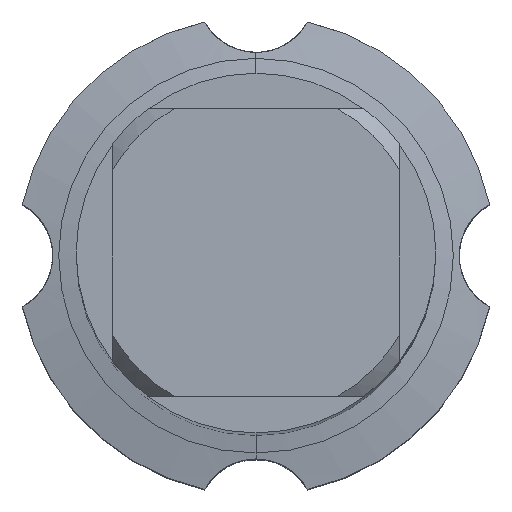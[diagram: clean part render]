
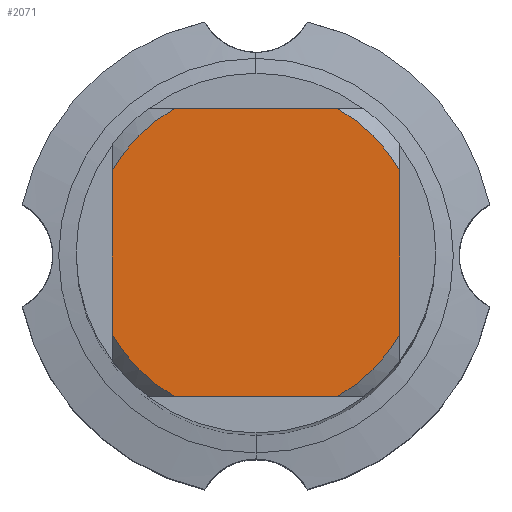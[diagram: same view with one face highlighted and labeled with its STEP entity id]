
A CAD part, top view. The second image highlights one B-rep face of the part: STEP entity #2071.
In plain terms, the highlighted planar face has unit normal (0, 0, 1).
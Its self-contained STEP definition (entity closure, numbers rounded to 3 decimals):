
#1663=EDGE_CURVE('',#4621,#3331,#4848,.T.);
#1835=EDGE_CURVE('',#1941,#4217,#5034,.T.);
#1941=VERTEX_POINT('',#5147);
#2071=ADVANCED_FACE('',(#5291),#5292,.T.);
#2115=EDGE_CURVE('',#1941,#2983,#5341,.T.);
#2301=EDGE_CURVE('',#3905,#4217,#5542,.T.);
#2789=VERTEX_POINT('',#6071);
#2955=EDGE_CURVE('',#3905,#2789,#6257,.T.);
#2983=VERTEX_POINT('',#6287);
#3115=VERTEX_POINT('',#6426);
#3155=EDGE_CURVE('',#3115,#3331,#6467,.T.);
#3331=VERTEX_POINT('',#6652);
#3747=EDGE_CURVE('',#3115,#2983,#7102,.T.);
#3905=VERTEX_POINT('',#7276);
#4217=VERTEX_POINT('',#7612);
#4337=EDGE_CURVE('',#4621,#2789,#7748,.T.);
#4621=VERTEX_POINT('',#8055);
#4848=LINE('',#8391,#8392);
#5034=LINE('',#9268,#9269);
#5147=CARTESIAN_POINT('',(10.0,-5.679,0.0));
#5291=FACE_OUTER_BOUND('',#10105,.T.);
#5292=PLANE('',#10106);
#5341=CIRCLE('',#10292,11.5);
#5542=CIRCLE('',#11086,11.5);
#6071=CARTESIAN_POINT('',(-5.679,10.0,0.0));
#6257=LINE('',#13848,#13849);
#6287=CARTESIAN_POINT('',(5.679,-10.0,0.0));
#6426=CARTESIAN_POINT('',(-5.679,-10.0,0.0));
#6467=CIRCLE('',#14735,11.5);
#6652=CARTESIAN_POINT('',(-10.0,-5.679,0.0));
#7102=LINE('',#17517,#17518);
#7276=CARTESIAN_POINT('',(5.679,10.0,0.0));
#7612=CARTESIAN_POINT('',(10.0,5.679,0.0));
#7748=CIRCLE('',#19902,11.5);
#8055=CARTESIAN_POINT('',(-10.0,5.679,0.0));
#8391=CARTESIAN_POINT('',(-10.0,2.875,0.0));
#8392=VECTOR('',#22033,1.0);
#9268=CARTESIAN_POINT('',(10.0,2.875,0.0));
#9269=VECTOR('',#22184,1.0);
#10105=EDGE_LOOP('',(#22428,#22429,#22430,#22431,#22432,#22433,#22434,#22435));
#10106=AXIS2_PLACEMENT_3D('',#22436,#22437,#22438);
#10292=AXIS2_PLACEMENT_3D('',#22703,#22704,#22705);
#11086=AXIS2_PLACEMENT_3D('',#22887,#22888,#22889);
#13848=CARTESIAN_POINT('',(0.0,10.0,0.0));
#13849=VECTOR('',#23743,1.0);
#14735=AXIS2_PLACEMENT_3D('',#23884,#23885,#23886);
#17517=CARTESIAN_POINT('',(0.0,-10.0,0.0));
#17518=VECTOR('',#24444,1.0);
#19902=AXIS2_PLACEMENT_3D('',#25223,#25224,#25225);
#22033=DIRECTION('',(-0.0,-1.0,0.0));
#22184=DIRECTION('',(-0.0,1.0,0.0));
#22428=ORIENTED_EDGE('',*,*,#1663,.T.);
#22429=ORIENTED_EDGE('',*,*,#3155,.F.);
#22430=ORIENTED_EDGE('',*,*,#3747,.T.);
#22431=ORIENTED_EDGE('',*,*,#2115,.F.);
#22432=ORIENTED_EDGE('',*,*,#1835,.T.);
#22433=ORIENTED_EDGE('',*,*,#2301,.F.);
#22434=ORIENTED_EDGE('',*,*,#2955,.T.);
#22435=ORIENTED_EDGE('',*,*,#4337,.F.);
#22436=CARTESIAN_POINT('',(0.0,5.75,0.0));
#22437=DIRECTION('',(-0.0,0.0,1.0));
#22438=DIRECTION('',(0.0,-1.0,0.0));
#22703=CARTESIAN_POINT('',(0.0,0.0,0.0));
#22704=DIRECTION('',(0.0,0.0,-1.0));
#22705=DIRECTION('',(0.0,1.0,0.0));
#22887=CARTESIAN_POINT('',(0.0,0.0,0.0));
#22888=DIRECTION('',(0.0,0.0,-1.0));
#22889=DIRECTION('',(0.0,1.0,0.0));
#23743=DIRECTION('',(-1.0,0.0,0.0));
#23884=CARTESIAN_POINT('',(0.0,0.0,0.0));
#23885=DIRECTION('',(0.0,0.0,-1.0));
#23886=DIRECTION('',(0.0,1.0,0.0));
#24444=DIRECTION('',(1.0,0.0,0.0));
#25223=CARTESIAN_POINT('',(0.0,0.0,0.0));
#25224=DIRECTION('',(0.0,0.0,-1.0));
#25225=DIRECTION('',(0.0,1.0,0.0));
